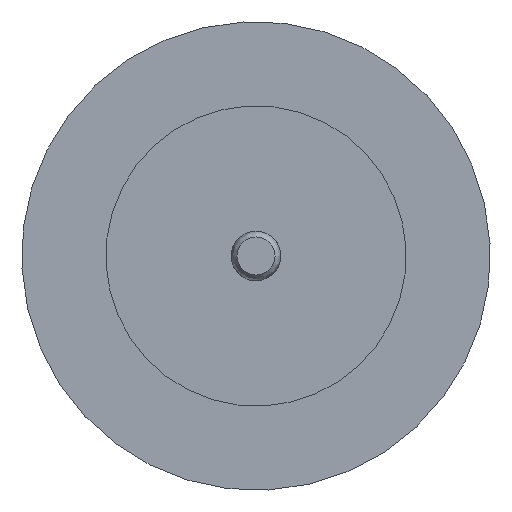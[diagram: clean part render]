
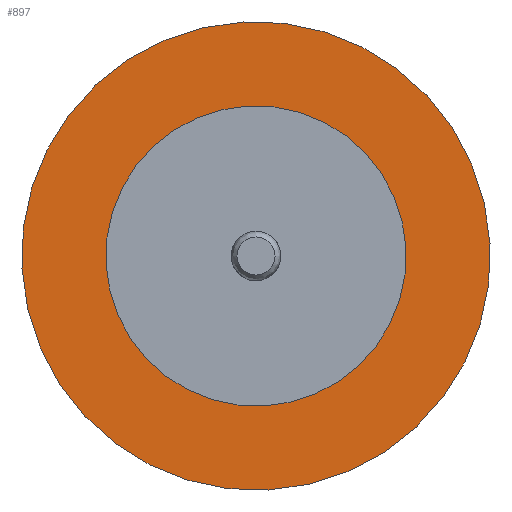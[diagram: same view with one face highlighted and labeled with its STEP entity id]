
A CAD part, front view. The second image highlights one B-rep face of the part: STEP entity #897.
In plain terms, the highlighted planar face has unit normal (0, -1, 0).
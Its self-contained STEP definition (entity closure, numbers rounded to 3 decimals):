
#143=FACE_BOUND('',#264,.T.);
#198=FACE_OUTER_BOUND('',#263,.T.);
#263=EDGE_LOOP('',(#752));
#264=EDGE_LOOP('',(#753));
#329=CIRCLE('',#1036,26.5);
#330=CIRCLE('',#1038,16.98);
#403=VERTEX_POINT('',#1627);
#404=VERTEX_POINT('',#1631);
#519=EDGE_CURVE('',#403,#403,#329,.T.);
#521=EDGE_CURVE('',#404,#404,#330,.T.);
#752=ORIENTED_EDGE('',*,*,#519,.T.);
#753=ORIENTED_EDGE('',*,*,#521,.F.);
#784=PLANE('',#1037);
#897=ADVANCED_FACE('',(#198,#143),#784,.T.);
#1036=AXIS2_PLACEMENT_3D('',#1628,#1298,#1299);
#1037=AXIS2_PLACEMENT_3D('',#1630,#1301,#1302);
#1038=AXIS2_PLACEMENT_3D('',#1632,#1303,#1304);
#1298=DIRECTION('center_axis',(0.,-1.,0.));
#1299=DIRECTION('ref_axis',(0.993,0.,-0.12));
#1301=DIRECTION('center_axis',(0.,-1.,0.));
#1302=DIRECTION('ref_axis',(-0.12,0.,-0.993));
#1303=DIRECTION('center_axis',(0.,-1.,0.));
#1304=DIRECTION('ref_axis',(0.993,0.,-0.12));
#1627=CARTESIAN_POINT('',(-26.309,0.,3.175));
#1628=CARTESIAN_POINT('Origin',(0.,0.,
0.));
#1630=CARTESIAN_POINT('Origin',(16.857,0.,
-2.034));
#1631=CARTESIAN_POINT('',(-16.857,0.,2.034));
#1632=CARTESIAN_POINT('Origin',(0.,0.,
0.));
